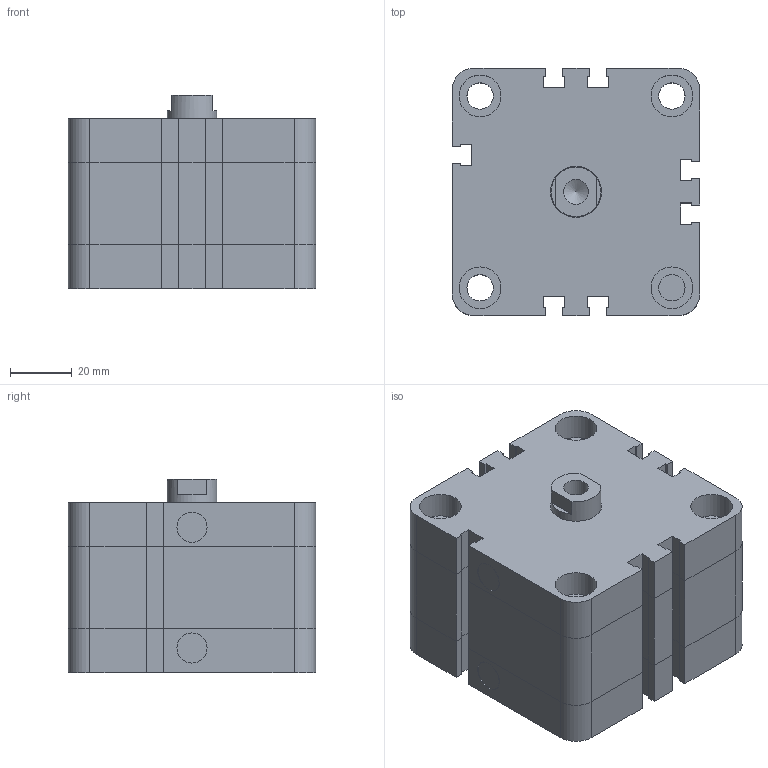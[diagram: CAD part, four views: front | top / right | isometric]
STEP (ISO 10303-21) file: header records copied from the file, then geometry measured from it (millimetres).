
FILE_DESCRIPTION(/* description */ (''),/* implementation_level */ '2;1');
FILE_NAME(/* name */ 'nxd_63-5.stp',/* time_stamp */ '2017-02-28T09:08:21+01:00',/* author */ ('hamoud'),/* organization */ (''),/* preprocessor_version */ 'ST-DEVELOPER v15.6',/* originating_system */ 'Autodesk Inventor LT ',/* authorisation */ '');
FILE_SCHEMA (('AUTOMOTIVE_DESIGN { 1 0 10303 214 3 1 1 }'));
Length unit declared in the file: millimetre
Products named in the file (1): NXD-063-005-210-Airtec
Bounding box: 80 x 80 x 62.5 mm (x, y, z)
Volume: 317430.1 mm3; surface area: 66988.1 mm2
Topology: 4 solids, 4 shells, 241 faces, 665 edges, 443 vertices
Faces by surface type: plane 203, cylinder 37, cone 1
Full cylindrical faces by diameter (mm): 8 x2, 8.5 x8, 9.73 x2, 10 x3, 13.5 x8, 16 x1, 16.5 x1
Entity records: 7509 total; most frequent: CARTESIAN_POINT 1320, ORIENTED_EDGE 1274, DIRECTION 1198, EDGE_CURVE 637, LINE 560, VECTOR 560, VERTEX_POINT 441, AXIS2_PLACEMENT_3D 319
